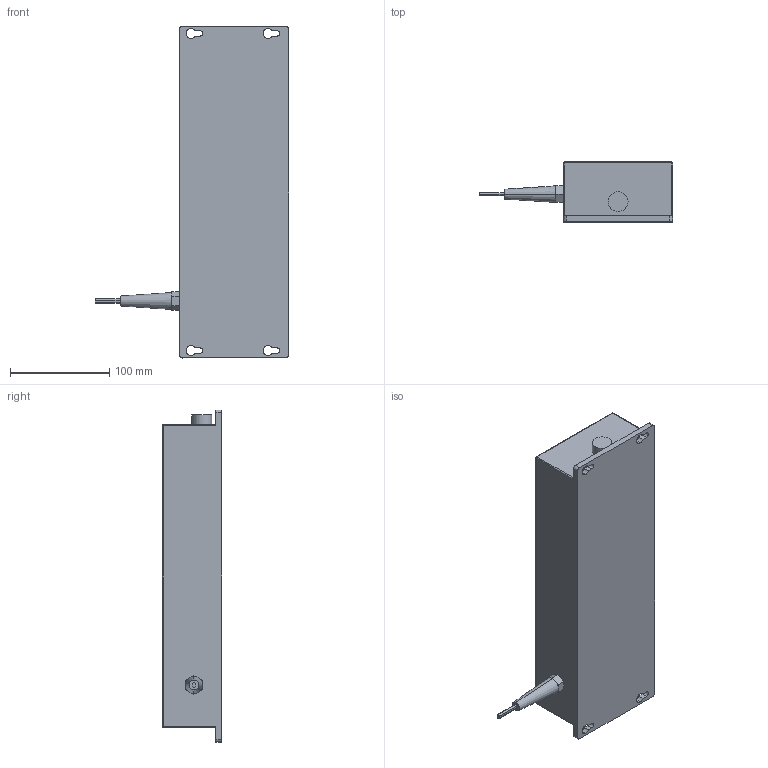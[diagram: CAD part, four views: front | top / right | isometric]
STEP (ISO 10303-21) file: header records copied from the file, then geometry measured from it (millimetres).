
FILE_DESCRIPTION (( 'STEP AP214' ), '1' );
FILE_NAME ('6940050', '2019-02-01T13:40:55', ( '' ), ('JUGARD+KÜNSTNER GmbH'), 'SwSTEP 2.0', 'SolidWorks 2017', '' );
FILE_SCHEMA (( 'AUTOMOTIVE_DESIGN' ));
Length unit declared in the file: millimetre
Products named in the file (1): 6940050_CNAJF00
Bounding box: 195 x 60 x 335 mm (x, y, z)
Volume: 2042750.9 mm3; surface area: 126998.3 mm2
Topology: 1 solids, 1 shells, 80 faces, 207 edges, 128 vertices
Faces by surface type: plane 41, cylinder 33, bspline 4, cone 2
Entity records: 2509 total; most frequent: CARTESIAN_POINT 472, DIRECTION 441, ORIENTED_EDGE 406, EDGE_CURVE 203, AXIS2_PLACEMENT_3D 161, VERTEX_POINT 128, VECTOR 119, LINE 119
